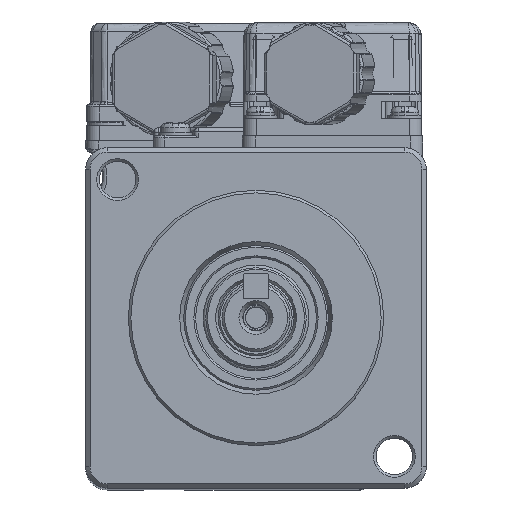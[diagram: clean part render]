
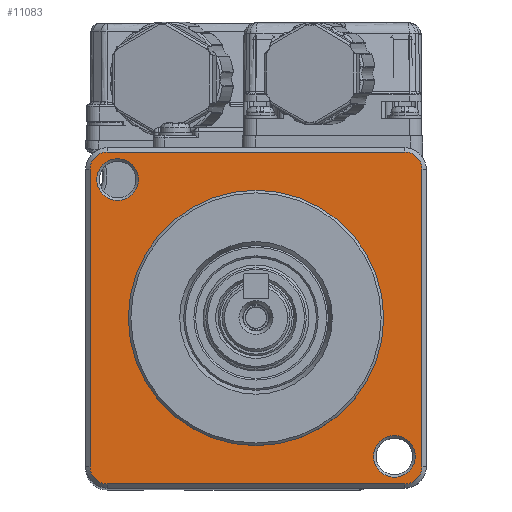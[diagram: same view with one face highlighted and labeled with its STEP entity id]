
A CAD part, top view. The second image highlights one B-rep face of the part: STEP entity #11083.
In plain terms, the highlighted planar face has unit normal (0, 0, 1).
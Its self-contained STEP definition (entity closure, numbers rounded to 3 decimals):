
#10595=CARTESIAN_POINT('',(-17.5,19.5,17.3));
#10596=VERTEX_POINT('',#10595);
#10603=CARTESIAN_POINT('',(17.5,19.5,17.3));
#10604=VERTEX_POINT('',#10603);
#10605=CARTESIAN_POINT('',(-17.5,19.5,17.3));
#10606=DIRECTION('',(1.,0.,0.));
#10607=VECTOR('',#10606,35.);
#10608=LINE('',#10605,#10607);
#10609=EDGE_CURVE('',#10596,#10604,#10608,.T.);
#10723=CARTESIAN_POINT('',(19.5,17.5,17.3));
#10724=VERTEX_POINT('',#10723);
#10733=CARTESIAN_POINT('',(17.5,17.5,17.3));
#10734=DIRECTION('',(0.,1.,0.));
#10735=DIRECTION('',(0.,0.,-1.));
#10736=AXIS2_PLACEMENT_3D('',#10733,#10735,#10734);
#10737=CIRCLE('',#10736,2.);
#10738=EDGE_CURVE('',#10604,#10724,#10737,.T.);
#10980=CARTESIAN_POINT('',(-19.5,17.5,17.3));
#10981=VERTEX_POINT('',#10980);
#10988=CARTESIAN_POINT('',(-17.5,17.5,17.3));
#10989=DIRECTION('',(-1.,0.,0.));
#10990=DIRECTION('',(0.,0.,-1.));
#10991=AXIS2_PLACEMENT_3D('',#10988,#10990,#10989);
#10992=CIRCLE('',#10991,2.);
#10993=EDGE_CURVE('',#10981,#10596,#10992,.T.);
#11000=CARTESIAN_POINT('',(0.,0.,17.3));
#11001=DIRECTION('',(0.,1.,0.));
#11002=DIRECTION('',(0.,-0.,1.));
#11003=AXIS2_PLACEMENT_3D('',#11000,#11002,#11001);
#11004=PLANE('',#11003);
#11005=CARTESIAN_POINT('',(19.5,-17.5,17.3));
#11006=VERTEX_POINT('',#11005);
#11007=CARTESIAN_POINT('',(19.5,-17.5,17.3));
#11008=DIRECTION('',(0.,1.,0.));
#11009=VECTOR('',#11008,35.);
#11010=LINE('',#11007,#11009);
#11011=EDGE_CURVE('',#11006,#10724,#11010,.T.);
#11012=ORIENTED_EDGE('',*,*,#11011,.T.);
#11013=ORIENTED_EDGE('',*,*,#10738,.F.);
#11014=ORIENTED_EDGE('',*,*,#10609,.F.);
#11015=ORIENTED_EDGE('',*,*,#10993,.F.);
#11016=CARTESIAN_POINT('',(-19.5,-17.5,17.3));
#11017=VERTEX_POINT('',#11016);
#11018=CARTESIAN_POINT('',(-19.5,17.5,17.3));
#11019=DIRECTION('',(0.,-1.,0.));
#11020=VECTOR('',#11019,35.);
#11021=LINE('',#11018,#11020);
#11022=EDGE_CURVE('',#10981,#11017,#11021,.T.);
#11023=ORIENTED_EDGE('',*,*,#11022,.T.);
#11024=CARTESIAN_POINT('',(-17.5,-19.5,17.3));
#11025=VERTEX_POINT('',#11024);
#11026=CARTESIAN_POINT('',(-17.5,-17.5,17.3));
#11027=DIRECTION('',(-1.,0.,0.));
#11028=DIRECTION('',(0.,0.,1.));
#11029=AXIS2_PLACEMENT_3D('',#11026,#11028,#11027);
#11030=CIRCLE('',#11029,2.);
#11031=EDGE_CURVE('',#11017,#11025,#11030,.T.);
#11032=ORIENTED_EDGE('',*,*,#11031,.T.);
#11033=CARTESIAN_POINT('',(17.5,-19.5,17.3));
#11034=VERTEX_POINT('',#11033);
#11035=CARTESIAN_POINT('',(-17.5,-19.5,17.3));
#11036=DIRECTION('',(1.,0.,0.));
#11037=VECTOR('',#11036,35.);
#11038=LINE('',#11035,#11037);
#11039=EDGE_CURVE('',#11025,#11034,#11038,.T.);
#11040=ORIENTED_EDGE('',*,*,#11039,.T.);
#11041=CARTESIAN_POINT('',(17.5,-17.5,17.3));
#11042=DIRECTION('',(0.,-1.,0.));
#11043=DIRECTION('',(0.,0.,1.));
#11044=AXIS2_PLACEMENT_3D('',#11041,#11043,#11042);
#11045=CIRCLE('',#11044,2.);
#11046=EDGE_CURVE('',#11034,#11006,#11045,.T.);
#11047=ORIENTED_EDGE('',*,*,#11046,.T.);
#11048=EDGE_LOOP('',(#11012,#11013,#11014,#11015,#11023,#11032,#11040,#11047));
#11049=FACE_OUTER_BOUND('',#11048,.T.);
#11050=CARTESIAN_POINT('',(-18.713,16.263,17.3));
#11051=VERTEX_POINT('',#11050);
#11052=CARTESIAN_POINT('',(-16.263,16.263,17.3));
#11053=DIRECTION('',(-1.,0.,0.));
#11054=DIRECTION('',(0.,0.,-1.));
#11055=AXIS2_PLACEMENT_3D('',#11052,#11054,#11053);
#11056=CIRCLE('',#11055,2.45);
#11057=EDGE_CURVE('',#11051,#11051,#11056,.T.);
#11058=ORIENTED_EDGE('',*,*,#11057,.T.);
#11059=EDGE_LOOP('',(#11058));
#11060=FACE_BOUND('',#11059,.T.);
#11061=CARTESIAN_POINT('',(13.813,-16.263,17.3));
#11062=VERTEX_POINT('',#11061);
#11063=CARTESIAN_POINT('',(16.263,-16.263,17.3));
#11064=DIRECTION('',(-1.,0.,0.));
#11065=DIRECTION('',(0.,0.,-1.));
#11066=AXIS2_PLACEMENT_3D('',#11063,#11065,#11064);
#11067=CIRCLE('',#11066,2.45);
#11068=EDGE_CURVE('',#11062,#11062,#11067,.T.);
#11069=ORIENTED_EDGE('',*,*,#11068,.T.);
#11070=EDGE_LOOP('',(#11069));
#11071=FACE_BOUND('',#11070,.T.);
#11072=CARTESIAN_POINT('',(-15.,0.,17.3));
#11073=VERTEX_POINT('',#11072);
#11074=CARTESIAN_POINT('',(0.,0.,17.3));
#11075=DIRECTION('',(-1.,0.,0.));
#11076=DIRECTION('',(0.,0.,-1.));
#11077=AXIS2_PLACEMENT_3D('',#11074,#11076,#11075);
#11078=CIRCLE('',#11077,15.);
#11079=EDGE_CURVE('',#11073,#11073,#11078,.T.);
#11080=ORIENTED_EDGE('',*,*,#11079,.T.);
#11081=EDGE_LOOP('',(#11080));
#11082=FACE_BOUND('',#11081,.T.);
#11083=ADVANCED_FACE('',(#11049,#11060,#11071,#11082),#11004,.T.);
